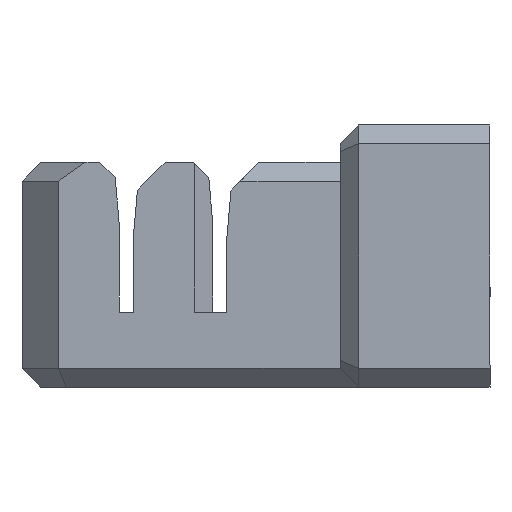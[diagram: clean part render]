
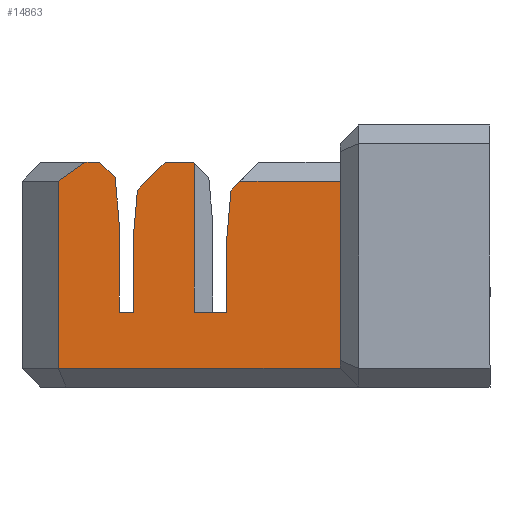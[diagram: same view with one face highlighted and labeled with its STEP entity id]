
A CAD part, front view. The second image highlights one B-rep face of the part: STEP entity #14863.
In plain terms, the highlighted planar face has unit normal (0, -1, 0).
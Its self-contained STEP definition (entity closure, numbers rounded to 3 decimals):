
#242=PLANE('',#15504);
#1015=FACE_OUTER_BOUND('',#1818,.T.);
#1818=EDGE_LOOP('',(#12093,#12094,#12095,#12096,#12097,#12098,#12099,#12100,
#12101,#12102,#12103,#12104,#12105,#12106,#12107,#12108,#12109,#12110,#12111,
#12112));
#2882=LINE('',#22345,#4776);
#3117=LINE('',#22819,#5011);
#3120=LINE('',#22825,#5014);
#3126=LINE('',#22836,#5020);
#3137=LINE('',#22860,#5031);
#3139=LINE('',#22864,#5033);
#3140=LINE('',#22866,#5034);
#3141=LINE('',#22868,#5035);
#3142=LINE('',#22870,#5036);
#3143=LINE('',#22872,#5037);
#3144=LINE('',#22874,#5038);
#3145=LINE('',#22876,#5039);
#3146=LINE('',#22878,#5040);
#3147=LINE('',#22880,#5041);
#3148=LINE('',#22882,#5042);
#3149=LINE('',#22884,#5043);
#3150=LINE('',#22886,#5044);
#3151=LINE('',#22888,#5045);
#3152=LINE('',#22889,#5046);
#3153=LINE('',#22890,#5047);
#4776=VECTOR('',#16934,10.);
#5011=VECTOR('',#17177,10.);
#5014=VECTOR('',#17182,10.);
#5020=VECTOR('',#17190,1.);
#5031=VECTOR('',#17211,10.);
#5033=VECTOR('',#17215,1.);
#5034=VECTOR('',#17216,1.);
#5035=VECTOR('',#17217,1.);
#5036=VECTOR('',#17218,1.);
#5037=VECTOR('',#17219,1.);
#5038=VECTOR('',#17220,1.);
#5039=VECTOR('',#17221,1.);
#5040=VECTOR('',#17222,1.);
#5041=VECTOR('',#17223,1.);
#5042=VECTOR('',#17224,1.);
#5043=VECTOR('',#17225,1.);
#5044=VECTOR('',#17226,1.);
#5045=VECTOR('',#17227,1.);
#5046=VECTOR('',#17228,1.);
#5047=VECTOR('',#17229,1.);
#6715=VERTEX_POINT('',#21205);
#6957=VERTEX_POINT('',#22343);
#7192=VERTEX_POINT('',#22818);
#7194=VERTEX_POINT('',#22823);
#7198=VERTEX_POINT('',#22834);
#7205=VERTEX_POINT('',#22857);
#7206=VERTEX_POINT('',#22859);
#7207=VERTEX_POINT('',#22863);
#7208=VERTEX_POINT('',#22865);
#7209=VERTEX_POINT('',#22867);
#7210=VERTEX_POINT('',#22869);
#7211=VERTEX_POINT('',#22871);
#7212=VERTEX_POINT('',#22873);
#7213=VERTEX_POINT('',#22875);
#7214=VERTEX_POINT('',#22877);
#7215=VERTEX_POINT('',#22879);
#7216=VERTEX_POINT('',#22881);
#7217=VERTEX_POINT('',#22883);
#7218=VERTEX_POINT('',#22885);
#7219=VERTEX_POINT('',#22887);
#8714=EDGE_CURVE('',#6957,#6715,#2882,.F.);
#8950=EDGE_CURVE('',#6715,#7192,#3117,.T.);
#8953=EDGE_CURVE('',#7194,#6957,#3120,.T.);
#8959=EDGE_CURVE('',#7198,#7194,#3126,.T.);
#8970=EDGE_CURVE('',#7205,#7206,#3137,.T.);
#8972=EDGE_CURVE('',#7207,#7198,#3139,.T.);
#8973=EDGE_CURVE('',#7208,#7207,#3140,.T.);
#8974=EDGE_CURVE('',#7209,#7208,#3141,.T.);
#8975=EDGE_CURVE('',#7209,#7210,#3142,.T.);
#8976=EDGE_CURVE('',#7211,#7210,#3143,.T.);
#8977=EDGE_CURVE('',#7212,#7211,#3144,.T.);
#8978=EDGE_CURVE('',#7213,#7212,#3145,.T.);
#8979=EDGE_CURVE('',#7214,#7213,#3146,.T.);
#8980=EDGE_CURVE('',#7215,#7214,#3147,.T.);
#8981=EDGE_CURVE('',#7216,#7215,#3148,.T.);
#8982=EDGE_CURVE('',#7216,#7217,#3149,.T.);
#8983=EDGE_CURVE('',#7218,#7217,#3150,.T.);
#8984=EDGE_CURVE('',#7219,#7218,#3151,.T.);
#8985=EDGE_CURVE('',#7206,#7219,#3152,.T.);
#8986=EDGE_CURVE('',#7192,#7205,#3153,.T.);
#12093=ORIENTED_EDGE('',*,*,#8953,.F.);
#12094=ORIENTED_EDGE('',*,*,#8959,.F.);
#12095=ORIENTED_EDGE('',*,*,#8972,.F.);
#12096=ORIENTED_EDGE('',*,*,#8973,.F.);
#12097=ORIENTED_EDGE('',*,*,#8974,.F.);
#12098=ORIENTED_EDGE('',*,*,#8975,.T.);
#12099=ORIENTED_EDGE('',*,*,#8976,.F.);
#12100=ORIENTED_EDGE('',*,*,#8977,.F.);
#12101=ORIENTED_EDGE('',*,*,#8978,.F.);
#12102=ORIENTED_EDGE('',*,*,#8979,.F.);
#12103=ORIENTED_EDGE('',*,*,#8980,.F.);
#12104=ORIENTED_EDGE('',*,*,#8981,.F.);
#12105=ORIENTED_EDGE('',*,*,#8982,.T.);
#12106=ORIENTED_EDGE('',*,*,#8983,.F.);
#12107=ORIENTED_EDGE('',*,*,#8984,.F.);
#12108=ORIENTED_EDGE('',*,*,#8985,.F.);
#12109=ORIENTED_EDGE('',*,*,#8970,.F.);
#12110=ORIENTED_EDGE('',*,*,#8986,.F.);
#12111=ORIENTED_EDGE('',*,*,#8950,.F.);
#12112=ORIENTED_EDGE('',*,*,#8714,.F.);
#14863=ADVANCED_FACE('',(#1015),#242,.T.);
#15504=AXIS2_PLACEMENT_3D('',#22862,#17213,#17214);
#16934=DIRECTION('',(0.,0.,1.));
#17177=DIRECTION('',(-1.,0.,0.));
#17182=DIRECTION('',(1.,0.,0.));
#17190=DIRECTION('',(0.707,0.,0.707));
#17211=DIRECTION('',(0.816,0.,0.577));
#17213=DIRECTION('center_axis',(0.,-1.,0.));
#17214=DIRECTION('ref_axis',(0.,0.,
-1.));
#17215=DIRECTION('',(0.087,0.,0.996));
#17216=DIRECTION('',(0.,0.,1.));
#17217=DIRECTION('',(1.,0.,0.));
#17218=DIRECTION('',(0.,0.,1.));
#17219=DIRECTION('',(0.707,0.,-0.707));
#17220=DIRECTION('',(1.,0.,0.));
#17221=DIRECTION('',(0.707,0.,0.707));
#17222=DIRECTION('',(0.087,0.,0.996));
#17223=DIRECTION('',(0.,0.,1.));
#17224=DIRECTION('',(1.,0.,0.));
#17225=DIRECTION('',(0.,0.,1.));
#17226=DIRECTION('',(0.087,0.,-0.996));
#17227=DIRECTION('',(0.707,0.,-0.707));
#17228=DIRECTION('',(1.,0.,0.));
#17229=DIRECTION('',(0.,0.,1.));
#21205=CARTESIAN_POINT('',(10.55,120.,73.556));
#22343=CARTESIAN_POINT('',(10.55,120.,83.556));
#22345=CARTESIAN_POINT('',(10.55,120.,82.056));
#22818=CARTESIAN_POINT('',(-4.508,120.,73.556));
#22819=CARTESIAN_POINT('',(4.256,120.,73.556));
#22823=CARTESIAN_POINT('',(5.193,120.,83.556));
#22825=CARTESIAN_POINT('',(3.379,120.,83.556));
#22834=CARTESIAN_POINT('',(4.715,120.,83.078));
#22836=CARTESIAN_POINT('',(4.715,120.,83.078));
#22857=CARTESIAN_POINT('',(-4.508,120.,83.556));
#22859=CARTESIAN_POINT('',(-3.094,120.,84.556));
#22860=CARTESIAN_POINT('',(-3.52,120.,84.254));
#22862=CARTESIAN_POINT('Origin',(-2.293,120.,84.556));
#22863=CARTESIAN_POINT('',(4.5,120.,80.617));
#22864=CARTESIAN_POINT('',(4.5,120.,80.617));
#22865=CARTESIAN_POINT('',(4.5,120.,76.556));
#22866=CARTESIAN_POINT('',(4.5,120.,76.556));
#22867=CARTESIAN_POINT('',(2.75,120.,76.556));
#22868=CARTESIAN_POINT('',(2.75,120.,76.556));
#22869=CARTESIAN_POINT('',(2.75,120.,84.513));
#22870=CARTESIAN_POINT('',(2.75,120.,76.556));
#22871=CARTESIAN_POINT('',(2.707,120.,84.556));
#22872=CARTESIAN_POINT('',(2.707,120.,84.556));
#22873=CARTESIAN_POINT('',(1.193,120.,84.556));
#22874=CARTESIAN_POINT('',(1.193,120.,84.556));
#22875=CARTESIAN_POINT('',(-0.285,120.,83.078));
#22876=CARTESIAN_POINT('',(-0.285,120.,83.078));
#22877=CARTESIAN_POINT('',(-0.5,120.,80.617));
#22878=CARTESIAN_POINT('',(-0.5,120.,80.617));
#22879=CARTESIAN_POINT('',(-0.5,120.,76.556));
#22880=CARTESIAN_POINT('',(-0.5,120.,76.556));
#22881=CARTESIAN_POINT('',(-1.25,120.,76.556));
#22882=CARTESIAN_POINT('',(-1.25,120.,76.556));
#22883=CARTESIAN_POINT('',(-1.25,120.,81.198));
#22884=CARTESIAN_POINT('',(-1.25,120.,76.556));
#22885=CARTESIAN_POINT('',(-1.472,120.,83.735));
#22886=CARTESIAN_POINT('',(-1.472,120.,83.735));
#22887=CARTESIAN_POINT('',(-2.293,120.,84.556));
#22888=CARTESIAN_POINT('',(-2.293,120.,84.556));
#22889=CARTESIAN_POINT('',(-4.508,120.,84.556));
#22890=CARTESIAN_POINT('',(-4.508,120.,72.556));
